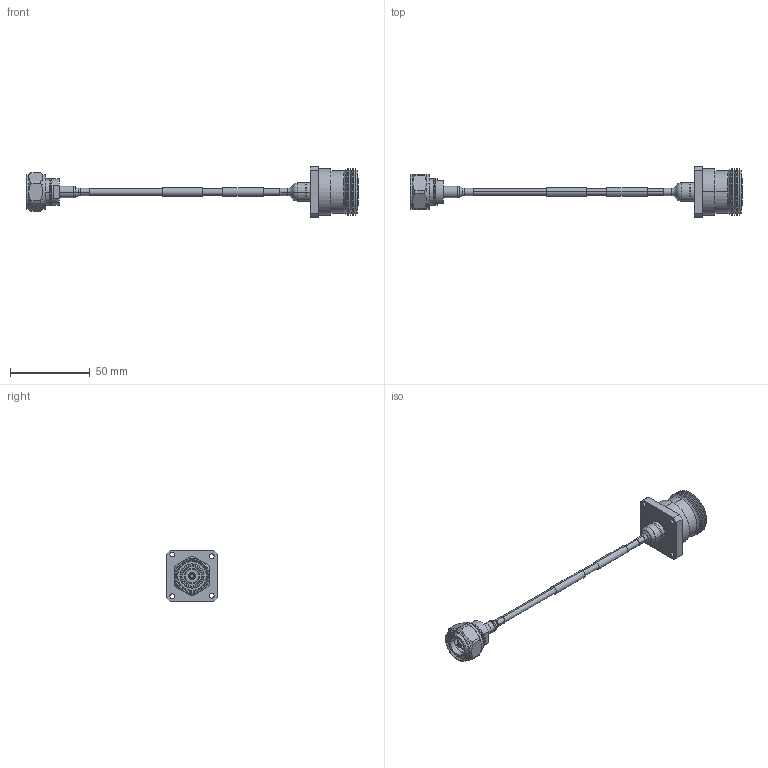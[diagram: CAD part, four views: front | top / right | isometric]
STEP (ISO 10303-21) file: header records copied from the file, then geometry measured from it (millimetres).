
FILE_DESCRIPTION (( 'STEP AP214' ), '1' );
FILE_NAME ('FMCA2485_3D.step', '2024-06-12T21:36:06', ( '' ), ( '' ), 'SwSTEP 2.0', 'SolidWorks 2022', '' );
FILE_SCHEMA (( 'AUTOMOTIVE_DESIGN' ));
Length unit declared in the file: inch
Products named in the file (6): TFT-5G-402^FMCA2485_LABEL PE+FM; TC-402-716F-PM-LP-PE; FMCA2485_3D; HEAT SHRINK^FMCA2485; TC-402-4310M-LP-PE_no parts; HEAT SHRINK^FMCA2485_1.5
Assembly tree (5 placements, depth 2):
  FMCA2485_3D
    TFT-5G-402^FMCA2485_LABEL PE+FM
    HEAT SHRINK^FMCA2485
    HEAT SHRINK^FMCA2485_1.5
    TC-402-716F-PM-LP-PE
    TC-402-4310M-LP-PE_no parts
Bounding box: 208.63 x 32 x 32 mm (x, y, z)
Volume: 25675.4 mm3; surface area: 17319.9 mm2
Topology: 9 solids, 9 shells, 356 faces, 784 edges, 473 vertices
Faces by surface type: cylinder 126, cone 92, plane 84, torus 54
Entity records: 10795 total; most frequent: CARTESIAN_POINT 2288, DIRECTION 1880, ORIENTED_EDGE 1564, AXIS2_PLACEMENT_3D 794, EDGE_CURVE 782, VERTEX_POINT 473, CIRCLE 430, EDGE_LOOP 399
